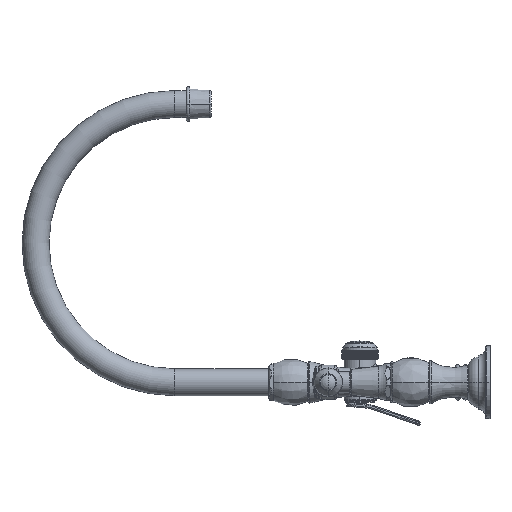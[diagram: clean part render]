
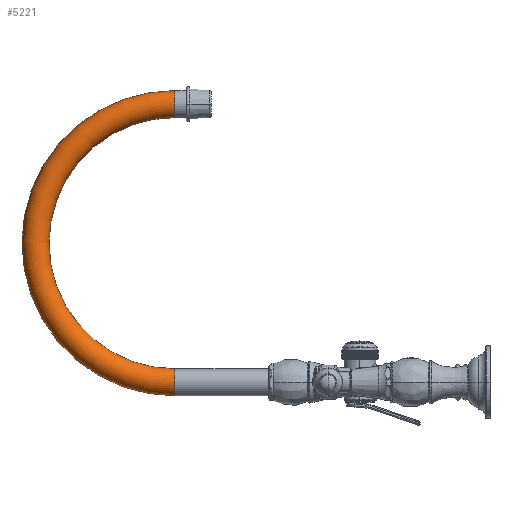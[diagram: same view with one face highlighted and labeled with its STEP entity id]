
A CAD part, left-side view. The second image highlights one B-rep face of the part: STEP entity #5221.
In plain terms, the highlighted toroidal (fillet/blend) face has major radius 114.3 mm and minor radius 11.113 mm.
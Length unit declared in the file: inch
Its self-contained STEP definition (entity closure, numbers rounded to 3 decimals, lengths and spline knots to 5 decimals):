
#324=CARTESIAN_POINT('',(0.,7.6412,4.5));
#325=DIRECTION('',(-1.,0.,0.));
#326=DIRECTION('',(0.,0.,1.));
#327=AXIS2_PLACEMENT_3D('',#324,#325,#326);
#332=CARTESIAN_POINT('',(0.,7.6412,9.));
#333=DIRECTION('',(0.,1.,0.));
#334=DIRECTION('',(0.,0.,-1.));
#335=AXIS2_PLACEMENT_3D('',#332,#333,#334);
#340=CARTESIAN_POINT('',(0.,7.6412,4.5));
#341=DIRECTION('',(-1.,0.,0.));
#342=DIRECTION('',(0.,0.,1.));
#343=AXIS2_PLACEMENT_3D('',#340,#341,#342);
#348=CARTESIAN_POINT('',(0.,7.6412,0.));
#349=DIRECTION('',(0.,-1.,0.));
#350=DIRECTION('',(0.,0.,1.));
#351=AXIS2_PLACEMENT_3D('',#348,#349,#350);
#4768=CARTESIAN_POINT('',(0.,7.6412,8.5625));
#4769=CARTESIAN_POINT('',(0.,7.6412,9.4375));
#4770=VERTEX_POINT('',#4768);
#4771=VERTEX_POINT('',#4769);
#4772=CARTESIAN_POINT('',(0.,7.6412,0.4375));
#4773=CARTESIAN_POINT('',(0.,7.6412,-0.4375));
#4774=VERTEX_POINT('',#4772);
#4775=VERTEX_POINT('',#4773);
#5209=CARTESIAN_POINT('',(0.,7.6412,4.5));
#5210=DIRECTION('',(-1.,0.,0.));
#5211=DIRECTION('',(0.,0.,-1.));
#5212=AXIS2_PLACEMENT_3D('',#5209,#5210,#5211);
#5213=TOROIDAL_SURFACE('',#5212,4.5,0.4375);
#5214=ORIENTED_EDGE('',*,*,#5138,.F.);
#5215=ORIENTED_EDGE('',*,*,#5192,.T.);
#5217=ORIENTED_EDGE('',*,*,#5216,.T.);
#5218=ORIENTED_EDGE('',*,*,#5188,.F.);
#5219=EDGE_LOOP('',(#5214,#5215,#5217,#5218));
#5220=FACE_OUTER_BOUND('',#5219,.F.);
#328=CIRCLE('',#327,4.9375);
#336=CIRCLE('',#335,0.4375);
#344=CIRCLE('',#343,4.0625);
#352=CIRCLE('',#351,0.4375);
#5138=EDGE_CURVE('',#4770,#4771,#336,.T.);
#5188=EDGE_CURVE('',#4771,#4775,#328,.T.);
#5192=EDGE_CURVE('',#4770,#4774,#344,.T.);
#5216=EDGE_CURVE('',#4774,#4775,#352,.T.);
#5221=ADVANCED_FACE('',(#5220),#5213,.T.);
